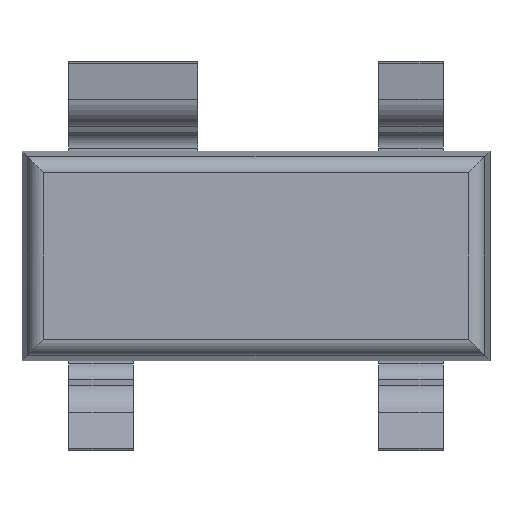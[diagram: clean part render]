
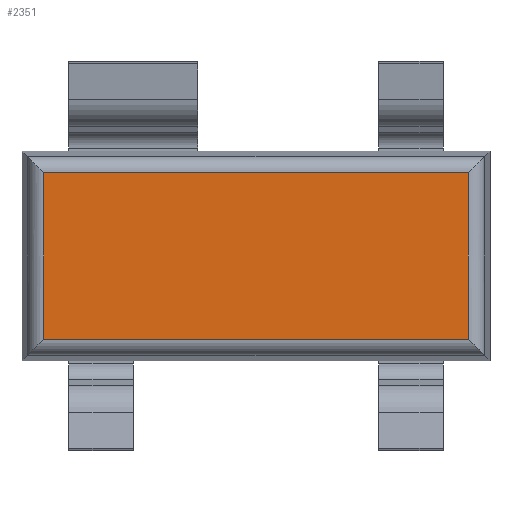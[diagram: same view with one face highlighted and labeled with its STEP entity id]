
A CAD part, front view. The second image highlights one B-rep face of the part: STEP entity #2351.
In plain terms, the highlighted planar face has unit normal (0, -1, 0).
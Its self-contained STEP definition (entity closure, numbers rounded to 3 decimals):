
#134 = AXIS2_PLACEMENT_3D ( 'NONE', #4042, #2794, #3026 ) ;
#135 = LINE ( 'NONE', #501, #786 ) ;
#194 = LINE ( 'NONE', #3456, #645 ) ;
#303 = ORIENTED_EDGE ( 'NONE', *, *, #3308, .T. ) ;
#369 = DIRECTION ( 'NONE',  ( 0., 0., 1. ) ) ;
#393 = CARTESIAN_POINT ( 'NONE',  ( 1.315, -0.395, 0.602 ) ) ;
#397 = CARTESIAN_POINT ( 'NONE',  ( -1.315, -0.395, -0.515 ) ) ;
#452 = VERTEX_POINT ( 'NONE', #397 ) ;
#461 = DIRECTION ( 'NONE',  ( -1., 0., 0. ) ) ;
#501 = CARTESIAN_POINT ( 'NONE',  ( -1.315, -0.395, -0.602 ) ) ;
#637 = CARTESIAN_POINT ( 'NONE',  ( 1.315, -0.395, -0.515 ) ) ;
#645 = VECTOR ( 'NONE', #2155, 1000. ) ;
#786 = VECTOR ( 'NONE', #1412, 1000. ) ;
#810 = VERTEX_POINT ( 'NONE', #637 ) ;
#1412 = DIRECTION ( 'NONE',  ( 0., 0., -1. ) ) ;
#1653 = CARTESIAN_POINT ( 'NONE',  ( -1.402, -0.395, 0.515 ) ) ;
#1915 = LINE ( 'NONE', #1653, #3134 ) ;
#1935 = EDGE_CURVE ( 'NONE', #810, #3237, #2244, .T. ) ;
#2155 = DIRECTION ( 'NONE',  ( 1., 0., 0. ) ) ;
#2244 = LINE ( 'NONE', #393, #4001 ) ;
#2351 = ADVANCED_FACE ( 'NONE', ( #2762 ), #4029, .T. ) ;
#2367 = CARTESIAN_POINT ( 'NONE',  ( 1.315, -0.395, 0.515 ) ) ;
#2442 = EDGE_CURVE ( 'NONE', #452, #810, #194, .T. ) ;
#2518 = VERTEX_POINT ( 'NONE', #2811 ) ;
#2753 = ORIENTED_EDGE ( 'NONE', *, *, #2442, .T. ) ;
#2762 = FACE_OUTER_BOUND ( 'NONE', #3572, .T. ) ;
#2794 = DIRECTION ( 'NONE',  ( 0., -1., 0. ) ) ;
#2811 = CARTESIAN_POINT ( 'NONE',  ( -1.315, -0.395, 0.515 ) ) ;
#3026 = DIRECTION ( 'NONE',  ( 0., 0., -1. ) ) ;
#3134 = VECTOR ( 'NONE', #461, 1000. ) ;
#3237 = VERTEX_POINT ( 'NONE', #2367 ) ;
#3308 = EDGE_CURVE ( 'NONE', #2518, #452, #135, .T. ) ;
#3451 = ORIENTED_EDGE ( 'NONE', *, *, #1935, .T. ) ;
#3456 = CARTESIAN_POINT ( 'NONE',  ( 1.402, -0.395, -0.515 ) ) ;
#3554 = EDGE_CURVE ( 'NONE', #3237, #2518, #1915, .T. ) ;
#3572 = EDGE_LOOP ( 'NONE', ( #2753, #3451, #3934, #303 ) ) ;
#3934 = ORIENTED_EDGE ( 'NONE', *, *, #3554, .T. ) ;
#4001 = VECTOR ( 'NONE', #369, 1000. ) ;
#4029 = PLANE ( 'NONE',  #134 ) ;
#4042 = CARTESIAN_POINT ( 'NONE',  ( 0., -0.395, 0. ) ) ;
